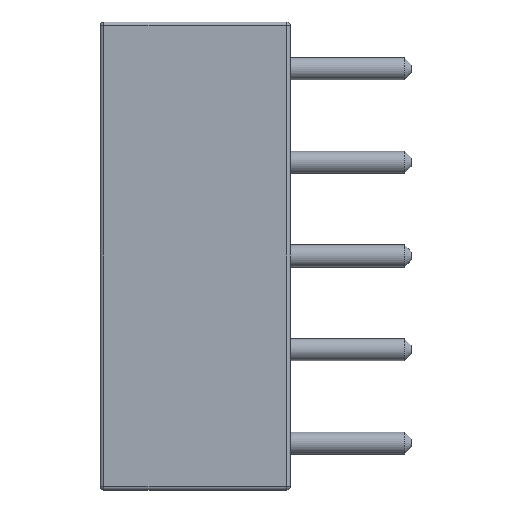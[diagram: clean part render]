
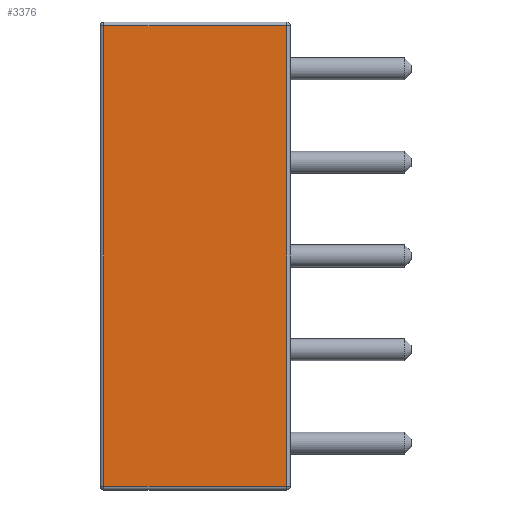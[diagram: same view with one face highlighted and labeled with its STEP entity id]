
A CAD part, left-side view. The second image highlights one B-rep face of the part: STEP entity #3376.
In plain terms, the highlighted planar face has unit normal (-1, 0, 0).
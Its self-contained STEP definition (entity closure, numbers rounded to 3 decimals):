
#173=PLANE('',#3671);
#373=FACE_OUTER_BOUND('',#584,.T.);
#584=EDGE_LOOP('',(#2670,#2671,#2672,#2673));
#737=LINE('',#4902,#1043);
#854=LINE('',#5519,#1160);
#856=LINE('',#5522,#1162);
#860=LINE('',#5529,#1166);
#1043=VECTOR('',#3878,10.);
#1160=VECTOR('',#4303,10.);
#1162=VECTOR('',#4307,10.);
#1166=VECTOR('',#4317,10.);
#1500=VERTEX_POINT('',#4896);
#1502=VERTEX_POINT('',#4900);
#1637=VERTEX_POINT('',#5497);
#1642=VERTEX_POINT('',#5512);
#1805=EDGE_CURVE('',#1502,#1500,#737,.T.);
#2022=EDGE_CURVE('',#1637,#1642,#854,.T.);
#2024=EDGE_CURVE('',#1642,#1502,#856,.T.);
#2028=EDGE_CURVE('',#1500,#1637,#860,.T.);
#2670=ORIENTED_EDGE('',*,*,#1805,.F.);
#2671=ORIENTED_EDGE('',*,*,#2024,.F.);
#2672=ORIENTED_EDGE('',*,*,#2022,.F.);
#2673=ORIENTED_EDGE('',*,*,#2028,.F.);
#3376=ADVANCED_FACE('',(#373),#173,.F.);
#3671=AXIS2_PLACEMENT_3D('',#5538,#4330,#4331);
#3878=DIRECTION('',(0.,1.,0.));
#4303=DIRECTION('',(0.,-1.,0.));
#4307=DIRECTION('',(0.,0.,-1.));
#4317=DIRECTION('',(0.,0.,1.));
#4330=DIRECTION('center_axis',(1.,0.,0.));
#4331=DIRECTION('ref_axis',(0.,-1.,0.));
#4896=CARTESIAN_POINT('',(-5.08,5.06,-12.6));
#4900=CARTESIAN_POINT('',(-5.08,0.1,-12.6));
#4902=CARTESIAN_POINT('',(-5.08,3.87,-12.6));
#5497=CARTESIAN_POINT('',(-5.08,5.06,-0.1));
#5512=CARTESIAN_POINT('',(-5.08,0.1,-0.1));
#5519=CARTESIAN_POINT('',(-5.08,3.87,-0.1));
#5522=CARTESIAN_POINT('',(-5.08,0.1,0.));
#5529=CARTESIAN_POINT('',(-5.08,5.06,0.));
#5538=CARTESIAN_POINT('Origin',(-5.08,5.16,0.));
